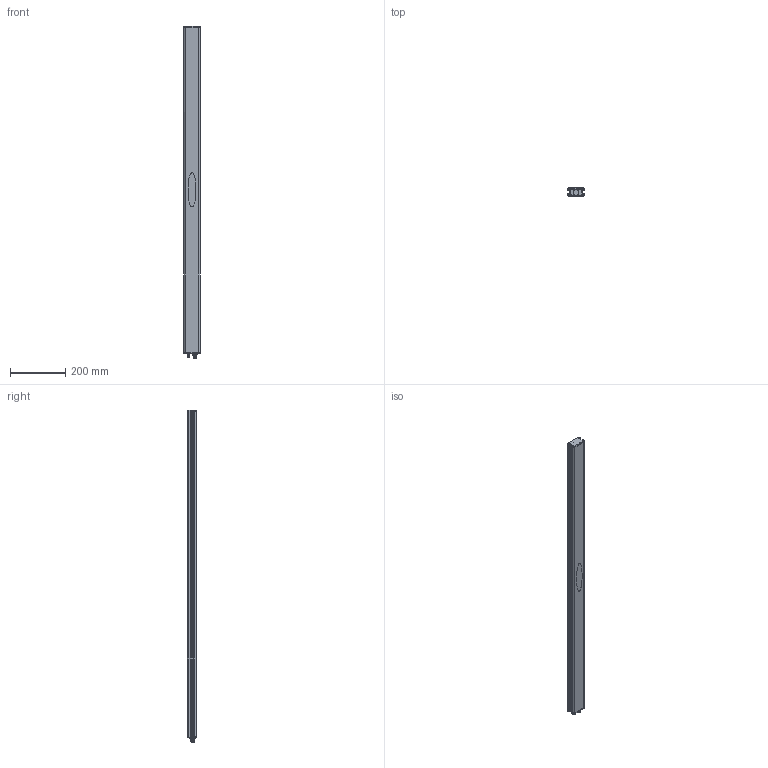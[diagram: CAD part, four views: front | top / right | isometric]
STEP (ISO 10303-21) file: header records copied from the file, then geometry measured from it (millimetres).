
FILE_DESCRIPTION((''),'2;1');
FILE_NAME('142127_SW','2010-06-18T',('banengservice'),('BANNER ENGINEERING'),'PRO/ENGINEER BY PARAMETRIC TECHNOLOGY CORPORATION, 2009141','PRO/ENGINEER BY PARAMETRIC TECHNOLOGY CORPORATION, 2009141','');
FILE_SCHEMA(('CONFIG_CONTROL_DESIGN'));
Length unit declared in the file: inch
Products named in the file (1): 142127_SW
Bounding box: 59.4 x 32.7 x 1205.76 mm (x, y, z)
Volume: 767948.5 mm3; surface area: 489932.9 mm2
Topology: 1 solids, 1 shells, 557 faces, 1511 edges, 967 vertices
Faces by surface type: plane 251, cylinder 242, bspline 44, sphere 8, cone 8, torus 2, extrusion 2
Entity records: 35829 total; most frequent: CARTESIAN_POINT 22117, ORIENTED_EDGE 3022, DIRECTION 2649, EDGE_CURVE 1511, VERTEX_POINT 967, AXIS2_PLACEMENT_3D 963, VECTOR 723, LINE 721
